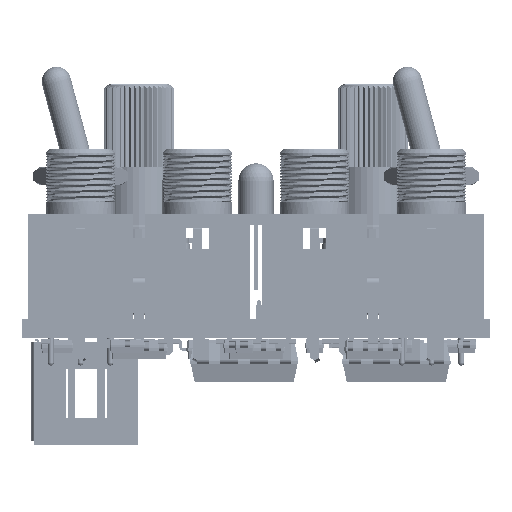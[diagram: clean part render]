
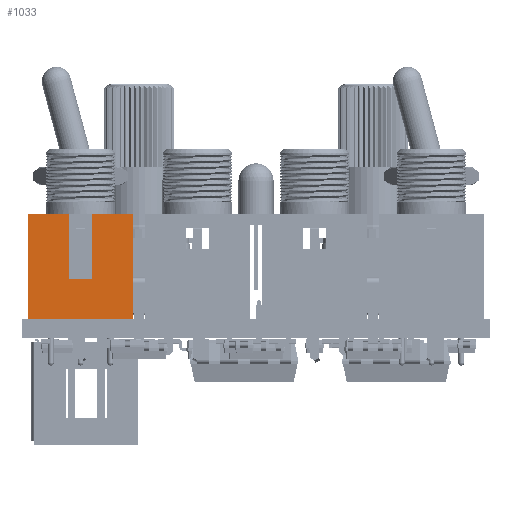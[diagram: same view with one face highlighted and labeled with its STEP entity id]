
A CAD part, front view. The second image highlights one B-rep face of the part: STEP entity #1033.
In plain terms, the highlighted planar face has unit normal (0, -1, 0).
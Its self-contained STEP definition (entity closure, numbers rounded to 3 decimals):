
#556 = VERTEX_POINT('',#557);
#557 = CARTESIAN_POINT('',(-4.5,-6.,9.));
#563 = EDGE_CURVE('',#556,#564,#566,.T.);
#564 = VERTEX_POINT('',#565);
#565 = CARTESIAN_POINT('',(-1.,-6.,9.));
#566 = LINE('',#567,#568);
#567 = CARTESIAN_POINT('',(4.5,-6.,9.));
#568 = VECTOR('',#569,1.);
#569 = DIRECTION('',(1.,0.,0.));
#588 = VERTEX_POINT('',#589);
#589 = CARTESIAN_POINT('',(1.,-6.,9.));
#595 = EDGE_CURVE('',#588,#596,#598,.T.);
#596 = VERTEX_POINT('',#597);
#597 = CARTESIAN_POINT('',(4.5,-6.,9.));
#598 = LINE('',#599,#600);
#599 = CARTESIAN_POINT('',(4.5,-6.,9.));
#600 = VECTOR('',#601,1.);
#601 = DIRECTION('',(1.,0.,0.));
#904 = EDGE_CURVE('',#905,#564,#907,.T.);
#905 = VERTEX_POINT('',#906);
#906 = CARTESIAN_POINT('',(-1.,-6.,3.4));
#907 = LINE('',#908,#909);
#908 = CARTESIAN_POINT('',(-1.,-6.,4.5));
#909 = VECTOR('',#910,1.);
#910 = DIRECTION('',(0.,0.,1.));
#951 = VERTEX_POINT('',#952);
#952 = CARTESIAN_POINT('',(1.,-6.,3.4));
#958 = EDGE_CURVE('',#588,#951,#959,.T.);
#959 = LINE('',#960,#961);
#960 = CARTESIAN_POINT('',(1.,-6.,4.5));
#961 = VECTOR('',#962,1.);
#962 = DIRECTION('',(0.,0.,-1.));
#981 = EDGE_CURVE('',#951,#905,#982,.T.);
#982 = LINE('',#983,#984);
#983 = CARTESIAN_POINT('',(-2.25,-6.,3.4));
#984 = VECTOR('',#985,1.);
#985 = DIRECTION('',(-1.,0.,0.));
#1033 = ADVANCED_FACE('',(#1034),#1063,.T.);
#1034 = FACE_BOUND('',#1035,.T.);
#1035 = EDGE_LOOP('',(#1036,#1037,#1038,#1039,#1040,#1048,#1056,#1062));
#1036 = ORIENTED_EDGE('',*,*,#958,.T.);
#1037 = ORIENTED_EDGE('',*,*,#981,.T.);
#1038 = ORIENTED_EDGE('',*,*,#904,.T.);
#1039 = ORIENTED_EDGE('',*,*,#563,.F.);
#1040 = ORIENTED_EDGE('',*,*,#1041,.F.);
#1041 = EDGE_CURVE('',#1042,#556,#1044,.T.);
#1042 = VERTEX_POINT('',#1043);
#1043 = CARTESIAN_POINT('',(-4.5,-6.,0.));
#1044 = LINE('',#1045,#1046);
#1045 = CARTESIAN_POINT('',(-4.5,-6.,0.));
#1046 = VECTOR('',#1047,1.);
#1047 = DIRECTION('',(0.,0.,1.));
#1048 = ORIENTED_EDGE('',*,*,#1049,.F.);
#1049 = EDGE_CURVE('',#1050,#1042,#1052,.T.);
#1050 = VERTEX_POINT('',#1051);
#1051 = CARTESIAN_POINT('',(4.5,-6.,0.));
#1052 = LINE('',#1053,#1054);
#1053 = CARTESIAN_POINT('',(4.5,-6.,0.));
#1054 = VECTOR('',#1055,1.);
#1055 = DIRECTION('',(-1.,0.,0.));
#1056 = ORIENTED_EDGE('',*,*,#1057,.T.);
#1057 = EDGE_CURVE('',#1050,#596,#1058,.T.);
#1058 = LINE('',#1059,#1060);
#1059 = CARTESIAN_POINT('',(4.5,-6.,0.));
#1060 = VECTOR('',#1061,1.);
#1061 = DIRECTION('',(0.,0.,1.));
#1062 = ORIENTED_EDGE('',*,*,#595,.F.);
#1063 = PLANE('',#1064);
#1064 = AXIS2_PLACEMENT_3D('',#1065,#1066,#1067);
#1065 = CARTESIAN_POINT('',(-4.5,-6.,0.));
#1066 = DIRECTION('',(0.,-1.,0.));
#1067 = DIRECTION('',(1.,0.,0.));
